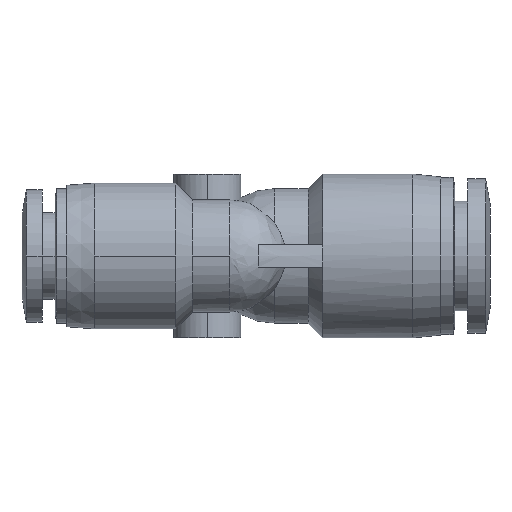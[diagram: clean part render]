
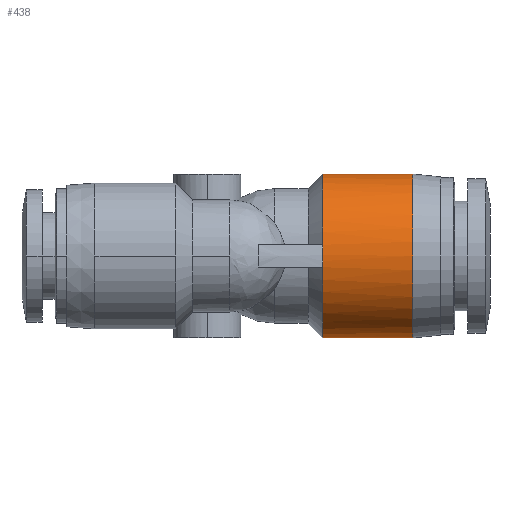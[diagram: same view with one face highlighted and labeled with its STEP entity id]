
A CAD part, left-side view. The second image highlights one B-rep face of the part: STEP entity #438.
In plain terms, the highlighted cylindrical face has radius 7.3 mm (diameter 14.6 mm), a partial arc.
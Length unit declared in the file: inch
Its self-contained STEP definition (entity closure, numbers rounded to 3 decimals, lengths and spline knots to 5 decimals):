
#4 = DIRECTION ( 'NONE',  ( 0., 0., 1. ) ) ;
#9 = DIRECTION ( 'NONE',  ( 0., 0., 1. ) ) ;
#22 = CARTESIAN_POINT ( 'NONE',  ( -0.2883, 0.58661, 0.01326 ) ) ;
#62 = LINE ( 'NONE', #3953, #4588 ) ;
#212 = FACE_OUTER_BOUND ( 'NONE', #4972, .T. ) ;
#266 = ORIENTED_EDGE ( 'NONE', *, *, #593, .T. ) ;
#323 = DIRECTION ( 'NONE',  ( 0., 1., 0. ) ) ;
#337 = DIRECTION ( 'NONE',  ( 0., 1., 0. ) ) ;
#438 = ADVANCED_FACE ( 'NONE', ( #212 ), #1221, .T. ) ;
#550 = CARTESIAN_POINT ( 'NONE',  ( 0., 0.58661, -0.2874 ) ) ;
#575 = VECTOR ( 'NONE', #3106, 39.37008 ) ;
#593 = EDGE_CURVE ( 'NONE', #3013, #2733, #807, .T. ) ;
#807 = LINE ( 'NONE', #3743, #575 ) ;
#856 = ORIENTED_EDGE ( 'NONE', *, *, #1613, .T. ) ;
#1049 = CARTESIAN_POINT ( 'NONE',  ( 0., 0.58661, 0. ) ) ;
#1169 = CARTESIAN_POINT ( 'NONE',  ( 0., 0.42913, 0. ) ) ;
#1221 = CYLINDRICAL_SURFACE ( 'NONE', #2020, 0.2874 ) ;
#1407 = DIRECTION ( 'NONE',  ( 0., -1., 0. ) ) ;
#1505 = DIRECTION ( 'NONE',  ( 0., 0., 1. ) ) ;
#1613 = EDGE_CURVE ( 'NONE', #2754, #5558, #3570, .T. ) ;
#1733 = CIRCLE ( 'NONE', #2574, 0.2874 ) ;
#1837 = CARTESIAN_POINT ( 'NONE',  ( -0.28469, 0.58661, -0.03937 ) ) ;
#1844 = CARTESIAN_POINT ( 'NONE',  ( 0., 0.27165, 0.2874 ) ) ;
#2020 = AXIS2_PLACEMENT_3D ( 'NONE', #1169, #337, #9 ) ;
#2137 = CARTESIAN_POINT ( 'NONE',  ( -0.28469, 0.58661, -0.03937 ) ) ;
#2574 = AXIS2_PLACEMENT_3D ( 'NONE', #4094, #1407, #4554 ) ;
#2604 = VERTEX_POINT ( 'NONE', #2958 ) ;
#2705 = B_SPLINE_CURVE_WITH_KNOTS ( 'NONE', 3,
 ( #3160, #22, #4544, #1837 ),
 .UNSPECIFIED., .F., .F.,
 ( 4, 4 ),
 ( 0., 0.00201 ),
 .UNSPECIFIED. ) ;
#2708 = DIRECTION ( 'NONE',  ( 0., -1., 0. ) ) ;
#2733 = VERTEX_POINT ( 'NONE', #3894 ) ;
#2754 = VERTEX_POINT ( 'NONE', #2137 ) ;
#2958 = CARTESIAN_POINT ( 'NONE',  ( -0.28469, 0.58661, 0.03937 ) ) ;
#2989 = EDGE_CURVE ( 'NONE', #3013, #5239, #1733, .T. ) ;
#3013 = VERTEX_POINT ( 'NONE', #1844 ) ;
#3087 = ORIENTED_EDGE ( 'NONE', *, *, #2989, .F. ) ;
#3106 = DIRECTION ( 'NONE',  ( 0., 1., 0. ) ) ;
#3160 = CARTESIAN_POINT ( 'NONE',  ( -0.28469, 0.58661, 0.03937 ) ) ;
#3570 = CIRCLE ( 'NONE', #4317, 0.2874 ) ;
#3673 = ORIENTED_EDGE ( 'NONE', *, *, #4617, .F. ) ;
#3743 = CARTESIAN_POINT ( 'NONE',  ( 0., 0.42913, 0.2874 ) ) ;
#3894 = CARTESIAN_POINT ( 'NONE',  ( 0., 0.58661, 0.2874 ) ) ;
#3953 = CARTESIAN_POINT ( 'NONE',  ( 0., 0.42913, -0.2874 ) ) ;
#4094 = CARTESIAN_POINT ( 'NONE',  ( 0., 0.27165, 0. ) ) ;
#4102 = ORIENTED_EDGE ( 'NONE', *, *, #4805, .T. ) ;
#4186 = DIRECTION ( 'NONE',  ( 0., -1., 0. ) ) ;
#4317 = AXIS2_PLACEMENT_3D ( 'NONE', #1049, #4186, #1505 ) ;
#4544 = CARTESIAN_POINT ( 'NONE',  ( -0.2883, 0.58661, -0.01326 ) ) ;
#4554 = DIRECTION ( 'NONE',  ( -1., 0., 0. ) ) ;
#4588 = VECTOR ( 'NONE', #323, 39.37008 ) ;
#4617 = EDGE_CURVE ( 'NONE', #5239, #5558, #62, .T. ) ;
#4744 = AXIS2_PLACEMENT_3D ( 'NONE', #5447, #2708, #4 ) ;
#4805 = EDGE_CURVE ( 'NONE', #2733, #2604, #5671, .T. ) ;
#4845 = EDGE_CURVE ( 'NONE', #2604, #2754, #2705, .T. ) ;
#4866 = ORIENTED_EDGE ( 'NONE', *, *, #4845, .T. ) ;
#4972 = EDGE_LOOP ( 'NONE', ( #3673, #3087, #266, #4102, #4866, #856 ) ) ;
#5239 = VERTEX_POINT ( 'NONE', #5681 ) ;
#5447 = CARTESIAN_POINT ( 'NONE',  ( 0., 0.58661, 0. ) ) ;
#5558 = VERTEX_POINT ( 'NONE', #550 ) ;
#5671 = CIRCLE ( 'NONE', #4744, 0.2874 ) ;
#5681 = CARTESIAN_POINT ( 'NONE',  ( 0., 0.27165, -0.2874 ) ) ;
